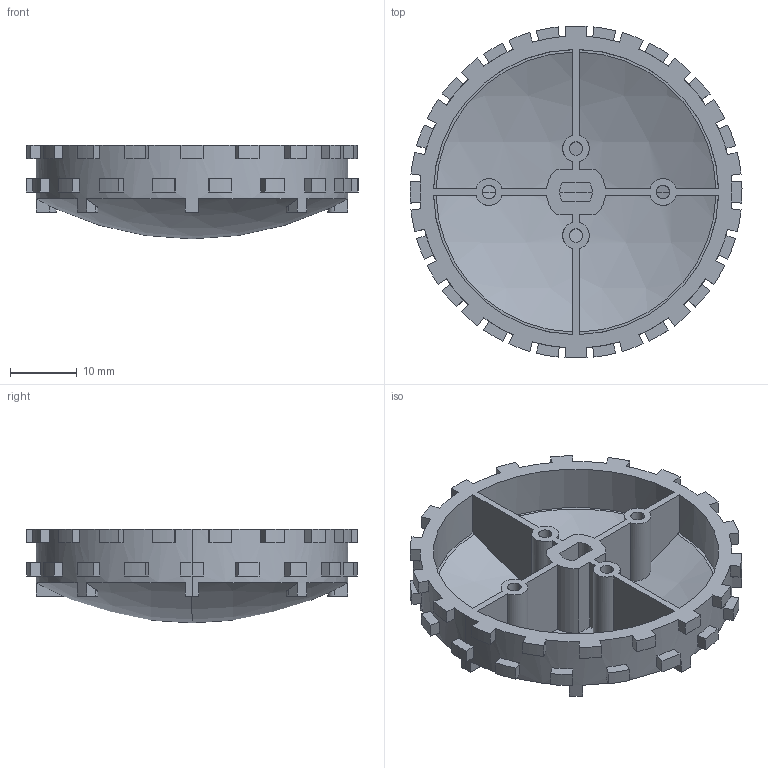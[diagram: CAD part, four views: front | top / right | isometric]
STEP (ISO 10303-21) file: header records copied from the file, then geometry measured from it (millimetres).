
FILE_DESCRIPTION (( 'STEP AP203' ), '1' );
FILE_NAME ('Wheel.STEP', '2013-09-02T04:42:19', ( '' ), ( '' ), 'SwSTEP 2.0', 'SolidWorks 2013', '' );
FILE_SCHEMA (( 'CONFIG_CONTROL_DESIGN' ));
Length unit declared in the file: millimetre
Products named in the file (1): Wheel
Bounding box: 49.59 x 49.59 x 14 mm (x, y, z)
Volume: 7212.2 mm3; surface area: 8560.1 mm2
Topology: 1 solids, 1 shells, 272 faces, 742 edges, 490 vertices
Faces by surface type: plane 175, cylinder 77, sphere 20
Entity records: 9117 total; most frequent: CARTESIAN_POINT 1903, DIRECTION 1550, ORIENTED_EDGE 1484, EDGE_CURVE 742, AXIS2_PLACEMENT_3D 565, VERTEX_POINT 490, VECTOR 420, LINE 420
